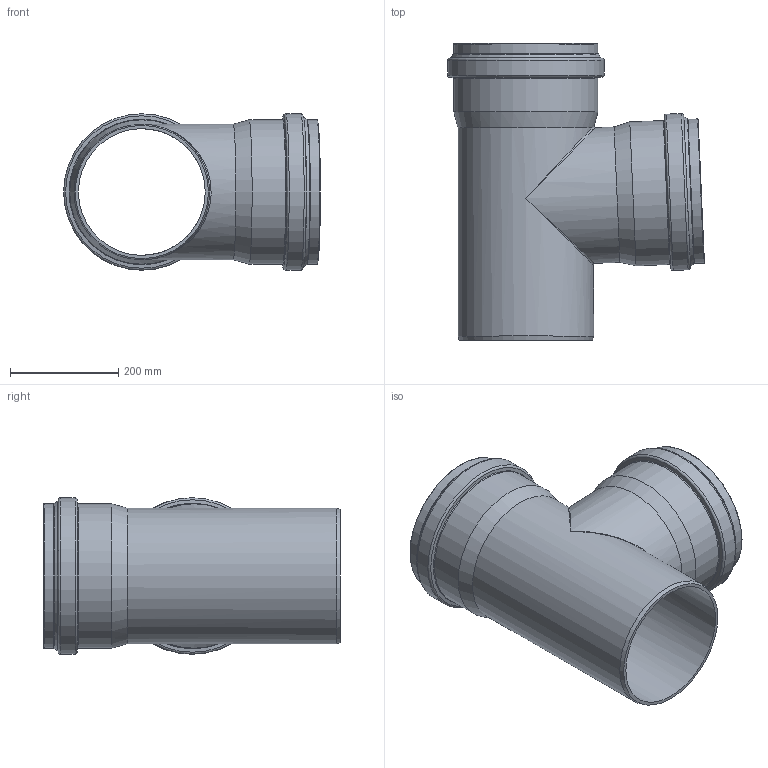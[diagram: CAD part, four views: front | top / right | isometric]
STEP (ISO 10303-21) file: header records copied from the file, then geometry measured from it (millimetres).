
FILE_DESCRIPTION(/* description */ (''),/* implementation_level */ '2;1');
FILE_NAME(/* name */ '774770 KG2000EA Abzweig DN_OD 250_250_87°.stp',/* time_stamp */ '2022-01-10T07:10:23+01:00',/* author */ ('LWM'),/* organization */ (''),/* preprocessor_version */ 'ST-DEVELOPER v18',/* originating_system */ 'Autodesk Inventor 2020',/* authorisation */ '');
FILE_SCHEMA (('AUTOMOTIVE_DESIGN { 1 0 10303 214 3 1 1 }'));
Length unit declared in the file: millimetre
Products named in the file (1): 774770 KG2000EA Abzweig DN_OD 250_250_87°
Bounding box: 474.36 x 548.4 x 289 mm (x, y, z)
Volume: 4539749.8 mm3; surface area: 1203103 mm2
Topology: 1 solids, 1 shells, 76 faces, 281 edges, 205 vertices
Faces by surface type: torus 28, cone 21, cylinder 18, plane 5, bspline 4
Full cylindrical faces by diameter (mm): 234.3 x2, 250.3 x2, 251.7 x2, 252.1 x4, 266.1 x2, 266.5 x2, 274.6 x2, 289 x2
Entity records: 3579 total; most frequent: CARTESIAN_POINT 915, DIRECTION 647, ORIENTED_EDGE 554, AXIS2_PLACEMENT_3D 304, EDGE_CURVE 277, CIRCLE 222, VERTEX_POINT 205, EDGE_LOOP 82
